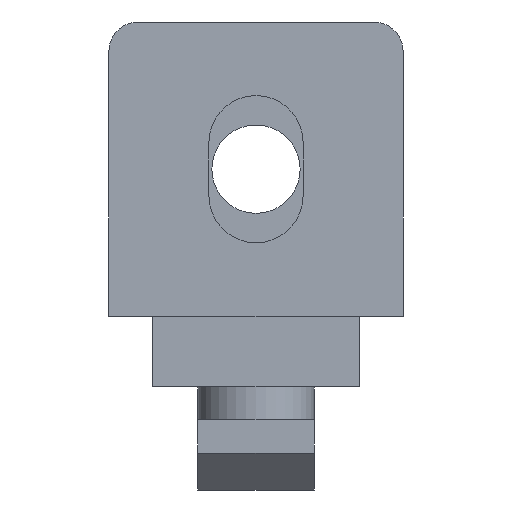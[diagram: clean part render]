
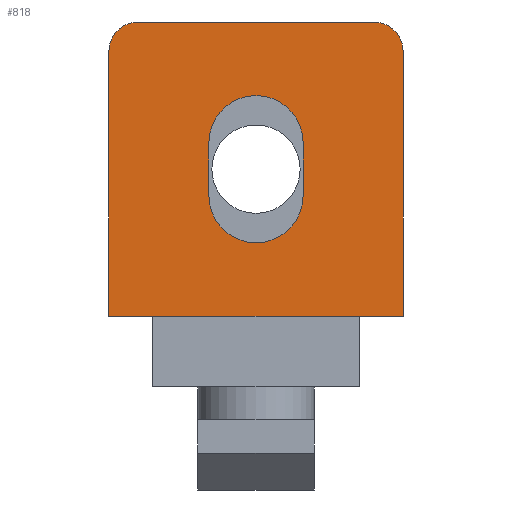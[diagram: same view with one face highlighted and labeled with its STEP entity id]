
A CAD part, front view. The second image highlights one B-rep face of the part: STEP entity #818.
In plain terms, the highlighted planar face has unit normal (0, -1, 0).
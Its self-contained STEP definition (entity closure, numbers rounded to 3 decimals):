
#20=FACE_BOUND('',#138,.T.);
#42=PLANE('',#904);
#87=FACE_OUTER_BOUND('',#137,.T.);
#137=EDGE_LOOP('',(#694,#695,#696,#697,#698,#699,#700,#701));
#138=EDGE_LOOP('',(#702,#703,#704,#705));
#185=LINE('',#1227,#281);
#192=LINE('',#1249,#288);
#201=LINE('',#1268,#297);
#202=LINE('',#1271,#298);
#206=LINE('',#1280,#302);
#209=LINE('',#1286,#305);
#213=LINE('',#1298,#309);
#217=LINE('',#1308,#313);
#281=VECTOR('',#994,1.);
#288=VECTOR('',#1021,1.);
#297=VECTOR('',#1038,1.);
#298=VECTOR('',#1041,1.);
#302=VECTOR('',#1047,1.);
#305=VECTOR('',#1052,1.);
#309=VECTOR('',#1064,1.);
#313=VECTOR('',#1078,1.);
#358=CIRCLE('',#882,3.2);
#361=CIRCLE('',#887,3.2);
#362=CIRCLE('',#897,2.);
#364=CIRCLE('',#901,2.);
#395=VERTEX_POINT('',#1224);
#396=VERTEX_POINT('',#1226);
#399=VERTEX_POINT('',#1236);
#401=VERTEX_POINT('',#1244);
#404=VERTEX_POINT('',#1261);
#407=VERTEX_POINT('',#1266);
#408=VERTEX_POINT('',#1270);
#411=VERTEX_POINT('',#1277);
#412=VERTEX_POINT('',#1279);
#414=VERTEX_POINT('',#1285);
#416=VERTEX_POINT('',#1291);
#418=VERTEX_POINT('',#1297);
#478=EDGE_CURVE('',#396,#395,#185,.T.);
#484=EDGE_CURVE('',#395,#399,#358,.T.);
#487=EDGE_CURVE('',#401,#396,#361,.T.);
#490=EDGE_CURVE('',#399,#401,#192,.T.);
#499=EDGE_CURVE('',#407,#404,#201,.T.);
#500=EDGE_CURVE('',#408,#407,#202,.T.);
#504=EDGE_CURVE('',#411,#412,#206,.T.);
#507=EDGE_CURVE('',#412,#414,#209,.T.);
#510=EDGE_CURVE('',#414,#416,#362,.T.);
#513=EDGE_CURVE('',#416,#418,#213,.T.);
#516=EDGE_CURVE('',#418,#408,#364,.T.);
#519=EDGE_CURVE('',#404,#411,#217,.T.);
#694=ORIENTED_EDGE('',*,*,#500,.F.);
#695=ORIENTED_EDGE('',*,*,#516,.F.);
#696=ORIENTED_EDGE('',*,*,#513,.F.);
#697=ORIENTED_EDGE('',*,*,#510,.F.);
#698=ORIENTED_EDGE('',*,*,#507,.F.);
#699=ORIENTED_EDGE('',*,*,#504,.F.);
#700=ORIENTED_EDGE('',*,*,#519,.F.);
#701=ORIENTED_EDGE('',*,*,#499,.F.);
#702=ORIENTED_EDGE('',*,*,#490,.T.);
#703=ORIENTED_EDGE('',*,*,#487,.T.);
#704=ORIENTED_EDGE('',*,*,#478,.T.);
#705=ORIENTED_EDGE('',*,*,#484,.T.);
#818=ADVANCED_FACE('',(#87,#20),#42,.T.);
#882=AXIS2_PLACEMENT_3D('',#1238,#1005,#1006);
#887=AXIS2_PLACEMENT_3D('',#1245,#1015,#1016);
#897=AXIS2_PLACEMENT_3D('',#1292,#1057,#1058);
#901=AXIS2_PLACEMENT_3D('',#1303,#1069,#1070);
#904=AXIS2_PLACEMENT_3D('',#1307,#1076,#1077);
#994=DIRECTION('',(0.,0.,-1.));
#1005=DIRECTION('center_axis',(0.,1.,0.));
#1006=DIRECTION('ref_axis',(-1.,0.,0.));
#1015=DIRECTION('center_axis',(0.,1.,0.));
#1016=DIRECTION('ref_axis',(1.,0.,0.));
#1021=DIRECTION('',(0.,0.,1.));
#1038=DIRECTION('',(-1.,0.,0.));
#1041=DIRECTION('',(0.,0.,-1.));
#1047=DIRECTION('',(-1.,0.,0.));
#1052=DIRECTION('',(0.,0.,1.));
#1057=DIRECTION('center_axis',(0.,1.,0.));
#1058=DIRECTION('ref_axis',(0.,0.,1.));
#1064=DIRECTION('',(1.,0.,0.));
#1069=DIRECTION('center_axis',(0.,1.,0.));
#1070=DIRECTION('ref_axis',(1.,0.,0.));
#1076=DIRECTION('center_axis',(0.,-1.,0.));
#1077=DIRECTION('ref_axis',(-1.,0.,0.));
#1078=DIRECTION('',(-1.,0.,0.));
#1224=CARTESIAN_POINT('',(3.2,-8.5,13.));
#1226=CARTESIAN_POINT('',(3.2,-8.5,16.6));
#1227=CARTESIAN_POINT('',(3.2,-8.5,14.686));
#1236=CARTESIAN_POINT('',(-3.2,-8.5,13.));
#1238=CARTESIAN_POINT('Origin',(0.,-8.5,13.));
#1244=CARTESIAN_POINT('',(-3.2,-8.5,16.6));
#1245=CARTESIAN_POINT('Origin',(0.,-8.5,16.6));
#1249=CARTESIAN_POINT('',(-3.2,-8.5,15.136));
#1261=CARTESIAN_POINT('',(7.,-8.5,4.8));
#1266=CARTESIAN_POINT('',(10.,-8.5,4.8));
#1268=CARTESIAN_POINT('',(0.,-8.5,4.8));
#1270=CARTESIAN_POINT('',(10.,-8.5,22.8));
#1271=CARTESIAN_POINT('',(10.,-8.5,4.8));
#1277=CARTESIAN_POINT('',(-7.,-8.5,4.8));
#1279=CARTESIAN_POINT('',(-10.,-8.5,4.8));
#1280=CARTESIAN_POINT('',(0.,-8.5,4.8));
#1285=CARTESIAN_POINT('',(-10.,-8.5,22.8));
#1286=CARTESIAN_POINT('',(-10.,-8.5,22.8));
#1291=CARTESIAN_POINT('',(-8.,-8.5,24.8));
#1292=CARTESIAN_POINT('Origin',(-8.,-8.5,22.8));
#1297=CARTESIAN_POINT('',(8.,-8.5,24.8));
#1298=CARTESIAN_POINT('',(8.,-8.5,24.8));
#1303=CARTESIAN_POINT('Origin',(8.,-8.5,22.8));
#1307=CARTESIAN_POINT('Origin',(0.,-8.5,14.571));
#1308=CARTESIAN_POINT('',(0.,-8.5,4.8));
